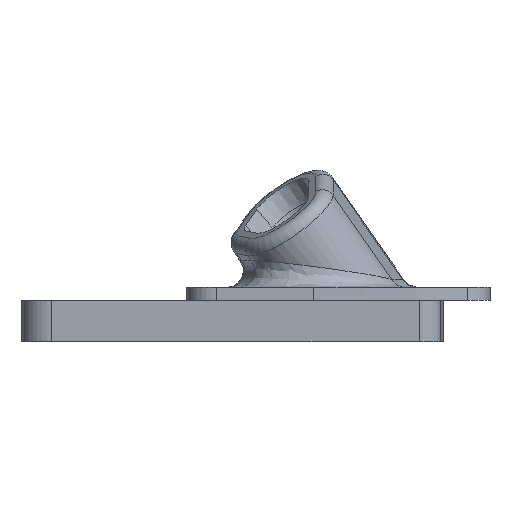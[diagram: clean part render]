
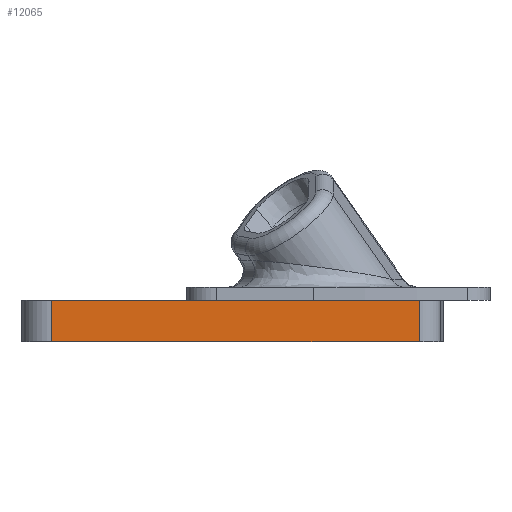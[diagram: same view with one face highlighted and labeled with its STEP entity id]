
A CAD part, left-side view. The second image highlights one B-rep face of the part: STEP entity #12065.
In plain terms, the highlighted planar face has unit normal (-1, 0, 0).
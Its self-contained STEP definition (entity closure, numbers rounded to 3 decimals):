
#5627 = PLANE('',#5628);
#5628 = AXIS2_PLACEMENT_3D('',#5629,#5630,#5631);
#5629 = CARTESIAN_POINT('',(0.,0.,-1.6));
#5630 = DIRECTION('',(0.,0.,1.));
#5631 = DIRECTION('',(1.,0.,0.));
#6090 = VERTEX_POINT('',#6091);
#6091 = CARTESIAN_POINT('',(-72.8,18.4,-1.6));
#6105 = PLANE('',#6106);
#6106 = AXIS2_PLACEMENT_3D('',#6107,#6108,#6109);
#6107 = CARTESIAN_POINT('',(0.,12.8,-1.6));
#6108 = DIRECTION('',(0.,0.,-1.));
#6109 = DIRECTION('',(-1.,0.,0.));
#9725 = EDGE_CURVE('',#6090,#9726,#9728,.T.);
#9726 = VERTEX_POINT('',#9727);
#9727 = CARTESIAN_POINT('',(-72.8,-9.8,-1.6));
#9728 = SURFACE_CURVE('',#9729,(#9733,#9740),.PCURVE_S1.);
#9729 = LINE('',#9730,#9731);
#9730 = CARTESIAN_POINT('',(-72.8,-4.9,-1.6));
#9731 = VECTOR('',#9732,1.);
#9732 = DIRECTION('',(0.,-1.,0.));
#9733 = PCURVE('',#5627,#9734);
#9734 = DEFINITIONAL_REPRESENTATION('',(#9735),#9739);
#9735 = LINE('',#9736,#9737);
#9736 = CARTESIAN_POINT('',(-72.8,-4.9));
#9737 = VECTOR('',#9738,1.);
#9738 = DIRECTION('',(0.,-1.));
#9739 = ( GEOMETRIC_REPRESENTATION_CONTEXT(2) 
PARAMETRIC_REPRESENTATION_CONTEXT() REPRESENTATION_CONTEXT('2D SPACE',''
  ) );
#9740 = PCURVE('',#9741,#9746);
#9741 = PLANE('',#9742);
#9742 = AXIS2_PLACEMENT_3D('',#9743,#9744,#9745);
#9743 = CARTESIAN_POINT('',(-72.8,-9.8,-1.6));
#9744 = DIRECTION('',(-1.,0.,0.));
#9745 = DIRECTION('',(0.,1.,0.));
#9746 = DEFINITIONAL_REPRESENTATION('',(#9747),#9751);
#9747 = LINE('',#9748,#9749);
#9748 = CARTESIAN_POINT('',(4.9,0.));
#9749 = VECTOR('',#9750,1.);
#9750 = DIRECTION('',(-1.,0.));
#9751 = ( GEOMETRIC_REPRESENTATION_CONTEXT(2) 
PARAMETRIC_REPRESENTATION_CONTEXT() REPRESENTATION_CONTEXT('2D SPACE',''
  ) );
#9770 = CYLINDRICAL_SURFACE('',#9771,2.6);
#9771 = AXIS2_PLACEMENT_3D('',#9772,#9773,#9774);
#9772 = CARTESIAN_POINT('',(-70.2,-9.8,-1.6));
#9773 = DIRECTION('',(0.,0.,-1.));
#9774 = DIRECTION('',(0.,-1.,0.));
#10076 = VERTEX_POINT('',#10077);
#10077 = CARTESIAN_POINT('',(-72.8,34.8,-1.6));
#10092 = CYLINDRICAL_SURFACE('',#10093,3.6);
#10093 = AXIS2_PLACEMENT_3D('',#10094,#10095,#10096);
#10094 = CARTESIAN_POINT('',(-69.2,34.8,-1.6));
#10095 = DIRECTION('',(0.,0.,-1.));
#10096 = DIRECTION('',(-1.,0.,0.));
#10104 = EDGE_CURVE('',#6090,#10076,#10105,.T.);
#10105 = SURFACE_CURVE('',#10106,(#10110,#10117),.PCURVE_S1.);
#10106 = LINE('',#10107,#10108);
#10107 = CARTESIAN_POINT('',(-72.8,-9.8,-1.6));
#10108 = VECTOR('',#10109,1.);
#10109 = DIRECTION('',(0.,1.,0.));
#10110 = PCURVE('',#6105,#10111);
#10111 = DEFINITIONAL_REPRESENTATION('',(#10112),#10116);
#10112 = LINE('',#10113,#10114);
#10113 = CARTESIAN_POINT('',(72.8,-22.6));
#10114 = VECTOR('',#10115,1.);
#10115 = DIRECTION('',(0.,1.));
#10116 = ( GEOMETRIC_REPRESENTATION_CONTEXT(2) 
PARAMETRIC_REPRESENTATION_CONTEXT() REPRESENTATION_CONTEXT('2D SPACE',''
  ) );
#10117 = PCURVE('',#9741,#10118);
#10118 = DEFINITIONAL_REPRESENTATION('',(#10119),#10123);
#10119 = LINE('',#10120,#10121);
#10120 = CARTESIAN_POINT('',(0.,0.));
#10121 = VECTOR('',#10122,1.);
#10122 = DIRECTION('',(1.,0.));
#10123 = ( GEOMETRIC_REPRESENTATION_CONTEXT(2) 
PARAMETRIC_REPRESENTATION_CONTEXT() REPRESENTATION_CONTEXT('2D SPACE',''
  ) );
#12065 = ADVANCED_FACE('',(#12066),#9741,.T.);
#12066 = FACE_BOUND('',#12067,.T.);
#12067 = EDGE_LOOP('',(#12068,#12069,#12070,#12093,#12121));
#12068 = ORIENTED_EDGE('',*,*,#9725,.F.);
#12069 = ORIENTED_EDGE('',*,*,#10104,.T.);
#12070 = ORIENTED_EDGE('',*,*,#12071,.T.);
#12071 = EDGE_CURVE('',#10076,#12072,#12074,.T.);
#12072 = VERTEX_POINT('',#12073);
#12073 = CARTESIAN_POINT('',(-72.8,34.8,-6.6));
#12074 = SURFACE_CURVE('',#12075,(#12079,#12086),.PCURVE_S1.);
#12075 = LINE('',#12076,#12077);
#12076 = CARTESIAN_POINT('',(-72.8,34.8,-1.6));
#12077 = VECTOR('',#12078,1.);
#12078 = DIRECTION('',(0.,0.,-1.));
#12079 = PCURVE('',#9741,#12080);
#12080 = DEFINITIONAL_REPRESENTATION('',(#12081),#12085);
#12081 = LINE('',#12082,#12083);
#12082 = CARTESIAN_POINT('',(44.6,0.));
#12083 = VECTOR('',#12084,1.);
#12084 = DIRECTION('',(0.,1.));
#12085 = ( GEOMETRIC_REPRESENTATION_CONTEXT(2) 
PARAMETRIC_REPRESENTATION_CONTEXT() REPRESENTATION_CONTEXT('2D SPACE',''
  ) );
#12086 = PCURVE('',#10092,#12087);
#12087 = DEFINITIONAL_REPRESENTATION('',(#12088),#12092);
#12088 = LINE('',#12089,#12090);
#12089 = CARTESIAN_POINT('',(0.,0.));
#12090 = VECTOR('',#12091,1.);
#12091 = DIRECTION('',(0.,1.));
#12092 = ( GEOMETRIC_REPRESENTATION_CONTEXT(2) 
PARAMETRIC_REPRESENTATION_CONTEXT() REPRESENTATION_CONTEXT('2D SPACE',''
  ) );
#12093 = ORIENTED_EDGE('',*,*,#12094,.F.);
#12094 = EDGE_CURVE('',#12095,#12072,#12097,.T.);
#12095 = VERTEX_POINT('',#12096);
#12096 = CARTESIAN_POINT('',(-72.8,-9.8,-6.6));
#12097 = SURFACE_CURVE('',#12098,(#12102,#12109),.PCURVE_S1.);
#12098 = LINE('',#12099,#12100);
#12099 = CARTESIAN_POINT('',(-72.8,-9.8,-6.6));
#12100 = VECTOR('',#12101,1.);
#12101 = DIRECTION('',(0.,1.,0.));
#12102 = PCURVE('',#9741,#12103);
#12103 = DEFINITIONAL_REPRESENTATION('',(#12104),#12108);
#12104 = LINE('',#12105,#12106);
#12105 = CARTESIAN_POINT('',(0.,5.));
#12106 = VECTOR('',#12107,1.);
#12107 = DIRECTION('',(1.,0.));
#12108 = ( GEOMETRIC_REPRESENTATION_CONTEXT(2) 
PARAMETRIC_REPRESENTATION_CONTEXT() REPRESENTATION_CONTEXT('2D SPACE',''
  ) );
#12109 = PCURVE('',#12110,#12115);
#12110 = PLANE('',#12111);
#12111 = AXIS2_PLACEMENT_3D('',#12112,#12113,#12114);
#12112 = CARTESIAN_POINT('',(0.,12.8,-6.6));
#12113 = DIRECTION('',(0.,0.,-1.));
#12114 = DIRECTION('',(-1.,0.,0.));
#12115 = DEFINITIONAL_REPRESENTATION('',(#12116),#12120);
#12116 = LINE('',#12117,#12118);
#12117 = CARTESIAN_POINT('',(72.8,-22.6));
#12118 = VECTOR('',#12119,1.);
#12119 = DIRECTION('',(0.,1.));
#12120 = ( GEOMETRIC_REPRESENTATION_CONTEXT(2) 
PARAMETRIC_REPRESENTATION_CONTEXT() REPRESENTATION_CONTEXT('2D SPACE',''
  ) );
#12121 = ORIENTED_EDGE('',*,*,#12122,.F.);
#12122 = EDGE_CURVE('',#9726,#12095,#12123,.T.);
#12123 = SURFACE_CURVE('',#12124,(#12128,#12135),.PCURVE_S1.);
#12124 = LINE('',#12125,#12126);
#12125 = CARTESIAN_POINT('',(-72.8,-9.8,-1.6));
#12126 = VECTOR('',#12127,1.);
#12127 = DIRECTION('',(0.,0.,-1.));
#12128 = PCURVE('',#9741,#12129);
#12129 = DEFINITIONAL_REPRESENTATION('',(#12130),#12134);
#12130 = LINE('',#12131,#12132);
#12131 = CARTESIAN_POINT('',(0.,0.));
#12132 = VECTOR('',#12133,1.);
#12133 = DIRECTION('',(0.,1.));
#12134 = ( GEOMETRIC_REPRESENTATION_CONTEXT(2) 
PARAMETRIC_REPRESENTATION_CONTEXT() REPRESENTATION_CONTEXT('2D SPACE',''
  ) );
#12135 = PCURVE('',#9770,#12136);
#12136 = DEFINITIONAL_REPRESENTATION('',(#12137),#12141);
#12137 = LINE('',#12138,#12139);
#12138 = CARTESIAN_POINT('',(1.571,0.));
#12139 = VECTOR('',#12140,1.);
#12140 = DIRECTION('',(0.,1.));
#12141 = ( GEOMETRIC_REPRESENTATION_CONTEXT(2) 
PARAMETRIC_REPRESENTATION_CONTEXT() REPRESENTATION_CONTEXT('2D SPACE',''
  ) );
